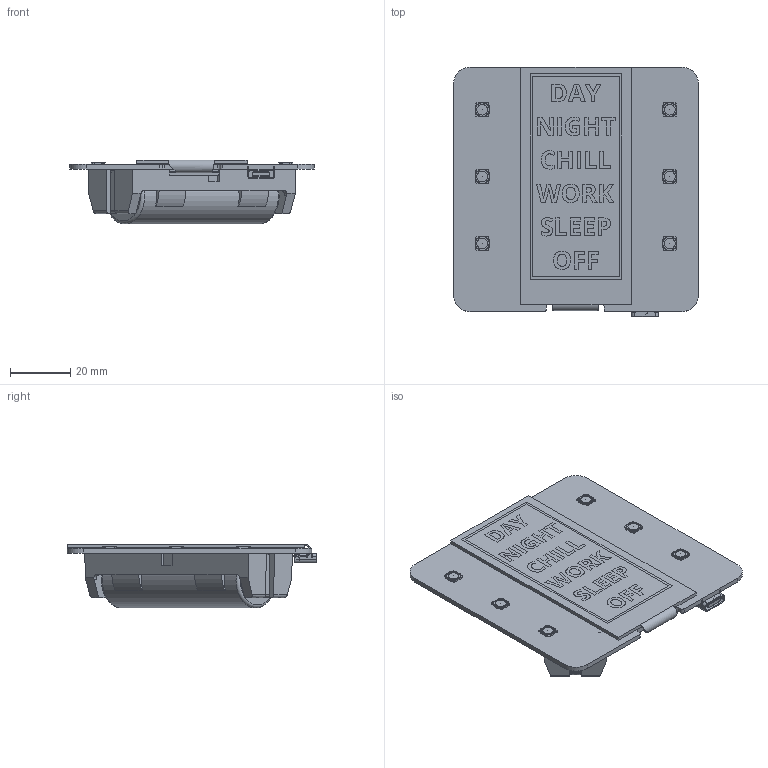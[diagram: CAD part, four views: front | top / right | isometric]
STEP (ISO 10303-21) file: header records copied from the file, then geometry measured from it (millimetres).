
FILE_DESCRIPTION(/* description */ ('STEP AP242','CAx-IF Rec.Pracs.---Representation and Presentation of Product Manufacturing Information (PMI)---4.0---2014-10-13','CAx-IF Rec.Pracs.---3D Tessellated Geometry---0.4---2014-09-14','2;1'),/* implementation_level */ '2;1');
FILE_NAME(/* name */ '62c1f320c063226ee8f08943',/* time_stamp */ '2022-07-03T19:50:59+00:00',/* author */ (''),/* organization */ (''),/* preprocessor_version */ 'ST-DEVELOPER v18.102',/* originating_system */ ' ',/* authorisation */ ' ');
FILE_SCHEMA (('AP242_MANAGED_MODEL_BASED_3D_ENGINEERING_MIM_LF { 1 0 10303 442 1 1 4 }'));
Length unit declared in the file: metre
Products named in the file (8): PCB dummy assy; SKRBAA; flex connector; 18650; PCB dummy; keystone-PN1042; PCB; e-ink GDEY029T94
Assembly tree (12 placements, depth 2):
  PCB dummy assy
    SKRBAA  x6
    flex connector
    18650
    PCB dummy
    keystone-PN1042
    PCB
    e-ink GDEY029T94
Bounding box: 81.5 x 83.25 x 21.29 mm (x, y, z)
Volume: 37366.9 mm3; surface area: 31827 mm2
Topology: 12 solids, 12 shells, 1896 faces, 5496 edges, 3701 vertices
Faces by surface type: plane 1254, cylinder 475, bspline 128, torus 16, sphere 15, cone 8
Full cylindrical faces by diameter (mm): 0.4 x2, 1.575 x1, 4.6 x6, 18.3 x1
Entity records: 47657 total; most frequent: CARTESIAN_POINT 15289, ORIENTED_EDGE 6964, DIRECTION 5698, EDGE_CURVE 3482, LINE 2646, VECTOR 2646, VERTEX_POINT 2389, AXIS2_PLACEMENT_3D 1526
